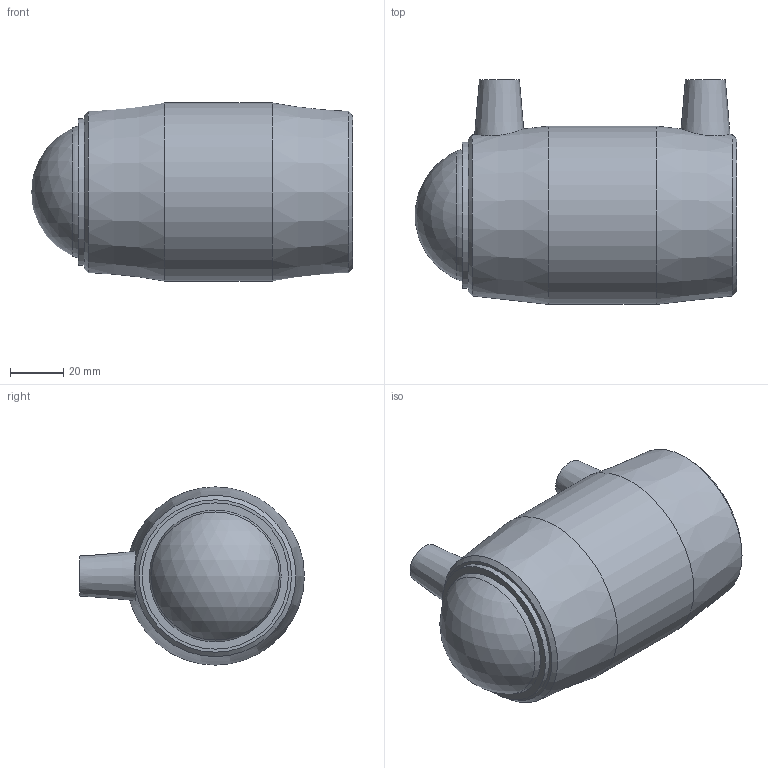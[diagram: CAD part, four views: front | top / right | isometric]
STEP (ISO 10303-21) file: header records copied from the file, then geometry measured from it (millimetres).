
FILE_DESCRIPTION(/* description */ ('PLASSON END CAP 50'),/* implementation_level */ '2;1');
FILE_NAME(/* name */ '491204050.ipt.stp',/* time_stamp */ '2017-11-06T09:12:55+02:00',/* author */ ('KIM'),/* organization */ (''),/* preprocessor_version */ 'ST-DEVELOPER v15.6',/* originating_system */ 'Autodesk Inventor 2015',/* authorisation */ '');
FILE_SCHEMA (('AUTOMOTIVE_DESIGN { 1 0 10303 214 3 1 1 }'));
Length unit declared in the file: millimetre
Products named in the file (1): 491204050
Bounding box: 120.83 x 84.5 x 67 mm (x, y, z)
Volume: 189217.9 mm3; surface area: 46172.4 mm2
Topology: 1 solids, 1 shells, 37 faces, 67 edges, 43 vertices
Faces by surface type: plane 13, cylinder 11, cone 9, torus 2, sphere 2
Full cylindrical faces by diameter (mm): 4 x2, 10 x2, 40 x1, 47.5 x1, 50 x3, 55 x1, 67 x1
Entity records: 818 total; most frequent: CARTESIAN_POINT 176, DIRECTION 144, EDGE_LOOP 72, ORIENTED_EDGE 72, AXIS2_PLACEMENT_3D 72, FACE_OUTER_BOUND 37, ADVANCED_FACE 37, VERTEX_POINT 36
